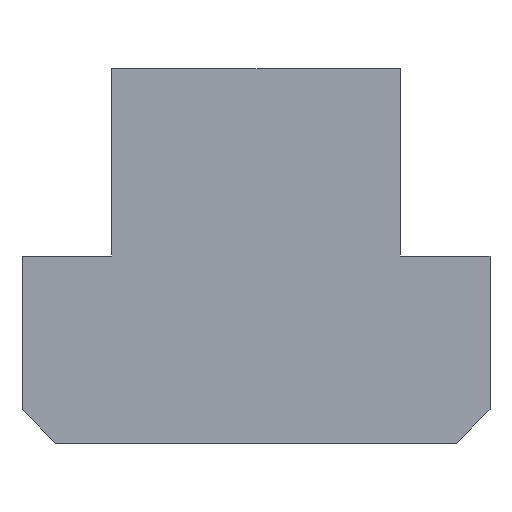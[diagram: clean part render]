
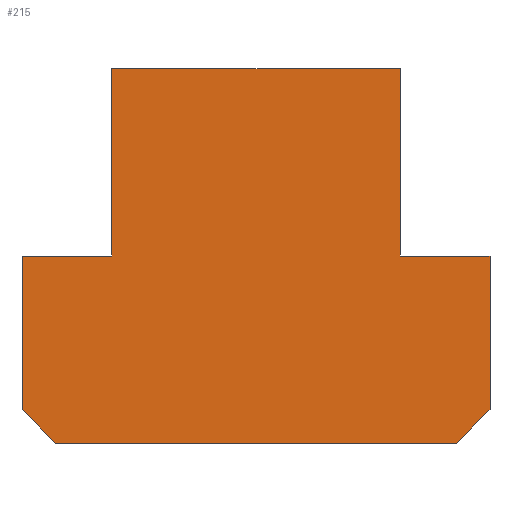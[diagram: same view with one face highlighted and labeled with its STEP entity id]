
A CAD part, front view. The second image highlights one B-rep face of the part: STEP entity #215.
In plain terms, the highlighted planar face has unit normal (0, -1, 0).
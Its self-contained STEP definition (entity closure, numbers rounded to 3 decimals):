
#109=VERTEX_POINT('',#291);
#111=EDGE_CURVE('',#133,#241,#293,.T.);
#129=EDGE_CURVE('',#149,#133,#314,.T.);
#133=VERTEX_POINT('',#319);
#145=EDGE_CURVE('',#109,#149,#333,.T.);
#149=VERTEX_POINT('',#337);
#151=EDGE_CURVE('',#177,#221,#339,.T.);
#165=EDGE_CURVE('',#193,#177,#355,.T.);
#177=VERTEX_POINT('',#368);
#187=EDGE_CURVE('',#223,#193,#379,.T.);
#189=EDGE_CURVE('',#221,#109,#381,.T.);
#193=VERTEX_POINT('',#386);
#211=EDGE_CURVE('',#265,#223,#405,.T.);
#215=ADVANCED_FACE('',(#409),#410,.T.);
#221=VERTEX_POINT('',#416);
#223=VERTEX_POINT('',#418);
#237=EDGE_CURVE('',#241,#255,#434,.T.);
#241=VERTEX_POINT('',#440);
#249=EDGE_CURVE('',#255,#265,#449,.T.);
#255=VERTEX_POINT('',#455);
#265=VERTEX_POINT('',#465);
#291=CARTESIAN_POINT('',(10.8,-17.5,14.0));
#293=LINE('',#484,#485);
#314=LINE('',#516,#517);
#319=CARTESIAN_POINT('',(17.5,-17.5,0.0));
#333=LINE('',#541,#542);
#337=CARTESIAN_POINT('',(10.8,-17.5,0.0));
#339=LINE('',#550,#551);
#355=LINE('',#572,#573);
#368=CARTESIAN_POINT('',(-10.8,-17.5,0.0));
#379=LINE('',#609,#610);
#381=LINE('',#613,#614);
#386=CARTESIAN_POINT('',(-17.5,-17.5,0.0));
#405=LINE('',#645,#646);
#409=FACE_OUTER_BOUND('',#652,.T.);
#410=PLANE('',#653);
#416=CARTESIAN_POINT('',(-10.8,-17.5,14.0));
#418=CARTESIAN_POINT('',(-17.5,-17.5,-11.5));
#434=LINE('',#687,#688);
#440=CARTESIAN_POINT('',(17.5,-17.5,-11.5));
#449=LINE('',#704,#705);
#455=CARTESIAN_POINT('',(15.,-17.5,-14.0));
#465=CARTESIAN_POINT('',(-15.,-17.5,-14.0));
#484=CARTESIAN_POINT('',(17.5,-17.5,-11.5));
#485=VECTOR('',#736,1.0);
#516=CARTESIAN_POINT('',(17.5,-17.5,0.0));
#517=VECTOR('',#774,1.0);
#541=CARTESIAN_POINT('',(10.8,-17.5,0.0));
#542=VECTOR('',#801,1.0);
#550=CARTESIAN_POINT('',(-10.8,-17.5,14.0));
#551=VECTOR('',#805,1.0);
#572=CARTESIAN_POINT('',(-10.8,-17.5,0.0));
#573=VECTOR('',#824,1.0);
#609=CARTESIAN_POINT('',(-17.5,-17.5,0.0));
#610=VECTOR('',#849,1.0);
#613=CARTESIAN_POINT('',(10.8,-17.5,14.0));
#614=VECTOR('',#850,1.0);
#645=CARTESIAN_POINT('',(-17.5,-17.5,-11.5));
#646=VECTOR('',#870,1.0);
#652=EDGE_LOOP('',(#873,#874,#875,#876,#877,#878,#879,#880,#881,#882));
#653=AXIS2_PLACEMENT_3D('',#883,#884,#885);
#687=CARTESIAN_POINT('',(15.,-17.5,-14.0));
#688=VECTOR('',#903,1.0);
#704=CARTESIAN_POINT('',(-15.,-17.5,-14.0));
#705=VECTOR('',#922,1.0);
#736=DIRECTION('',(0.0,0.,-1.0));
#774=DIRECTION('',(1.0,0.0,0.0));
#801=DIRECTION('',(0.0,0.,-1.0));
#805=DIRECTION('',(0.0,0.,1.0));
#824=DIRECTION('',(1.0,0.0,0.0));
#849=DIRECTION('',(0.0,0.,1.0));
#850=DIRECTION('',(1.0,0.0,0.0));
#870=DIRECTION('',(-0.707,0.,0.707));
#873=ORIENTED_EDGE('',*,*,#237,.F.);
#874=ORIENTED_EDGE('',*,*,#111,.F.);
#875=ORIENTED_EDGE('',*,*,#129,.F.);
#876=ORIENTED_EDGE('',*,*,#145,.F.);
#877=ORIENTED_EDGE('',*,*,#189,.F.);
#878=ORIENTED_EDGE('',*,*,#151,.F.);
#879=ORIENTED_EDGE('',*,*,#165,.F.);
#880=ORIENTED_EDGE('',*,*,#187,.F.);
#881=ORIENTED_EDGE('',*,*,#211,.F.);
#882=ORIENTED_EDGE('',*,*,#249,.F.);
#883=CARTESIAN_POINT('',(0.,-17.5,-1.17));
#884=DIRECTION('',(0.0,-1.0,0.));
#885=DIRECTION('',(1.0,0.0,0.0));
#903=DIRECTION('',(-0.707,0.,-0.707));
#922=DIRECTION('',(-1.0,0.0,0.0));
